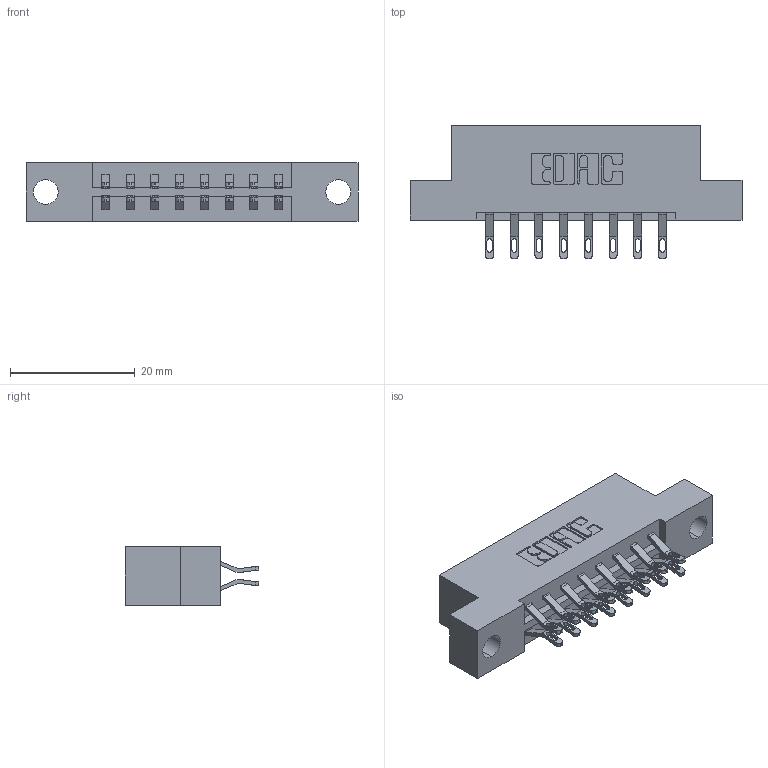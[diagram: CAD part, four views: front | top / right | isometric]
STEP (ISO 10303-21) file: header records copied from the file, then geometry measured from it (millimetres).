
FILE_DESCRIPTION (( 'STEP AP203' ), '1' );
FILE_NAME ('833-016-555-204.STEP', '2020-05-31T18:37:57', ( '' ), ( '' ), 'SwSTEP 2.0', 'SolidWorks 2020', '' );
FILE_SCHEMA (( 'CONFIG_CONTROL_DESIGN' ));
Length unit declared in the file: inch
Products named in the file (3): 833 Part_Flush - .156 Dia - TH; 833-016-555-204; 345-292-001_555 Tail
Assembly tree (17 placements, depth 2):
  833-016-555-204
    833 Part_Flush - .156 Dia - TH
    345-292-001_555 Tail  x16
Bounding box: 53.24 x 21.47 x 9.4 mm (x, y, z)
Volume: 5075.9 mm3; surface area: 5608.7 mm2
Topology: 17 solids, 17 shells, 1042 faces, 3239 edges, 2158 vertices
Faces by surface type: plane 614, cylinder 428
Entity records: 9873 total; most frequent: CARTESIAN_POINT 1712, ORIENTED_EDGE 1618, DIRECTION 1493, EDGE_CURVE 809, VECTOR 661, LINE 661, VERTEX_POINT 538, AXIS2_PLACEMENT_3D 416
